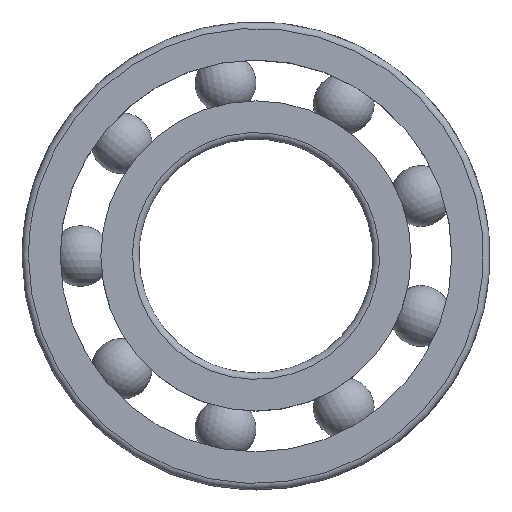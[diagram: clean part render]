
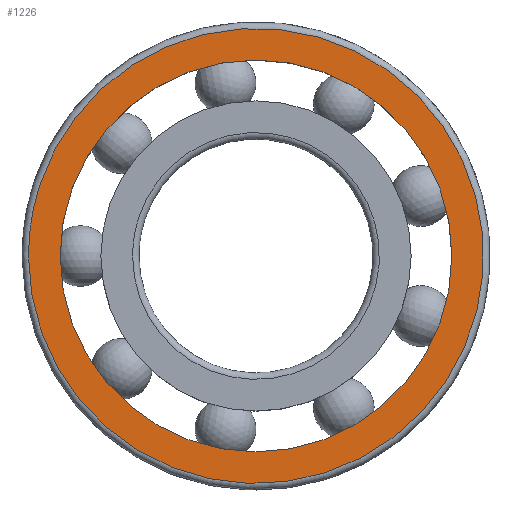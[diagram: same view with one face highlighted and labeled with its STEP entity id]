
A CAD part, top view. The second image highlights one B-rep face of the part: STEP entity #1226.
In plain terms, the highlighted face is planar.
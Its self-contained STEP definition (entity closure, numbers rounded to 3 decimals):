
#1159=CARTESIAN_POINT('',(0.,38.9,0.));
#1160=VERTEX_POINT('',#1159);
#1161=CARTESIAN_POINT('',(0.,36.996,12.021));
#1162=VERTEX_POINT('',#1161);
#1163=CARTESIAN_POINT('',(0.,0.,0.));
#1164=DIRECTION('',(0.,1.,0.));
#1165=DIRECTION('',(1.,0.,0.));
#1166=AXIS2_PLACEMENT_3D('',#1163,#1165,#1164);
#1167=CIRCLE('',#1166,38.9);
#1168=EDGE_CURVE('',#1160,#1162,#1167,.T.);
#1196=CARTESIAN_POINT('',(0.,0.,0.));
#1197=DIRECTION('',(0.,0.951,0.309));
#1198=DIRECTION('',(1.,0.,0.));
#1199=AXIS2_PLACEMENT_3D('',#1196,#1198,#1197);
#1200=CIRCLE('',#1199,38.9);
#1201=EDGE_CURVE('',#1162,#1160,#1200,.T.);
#1206=CARTESIAN_POINT('',(0.,0.,0.));
#1207=DIRECTION('',(0.,0.,1.));
#1208=DIRECTION('',(-1.,0.,0.));
#1209=AXIS2_PLACEMENT_3D('',#1206,#1208,#1207);
#1210=PLANE('',#1209);
#1211=ORIENTED_EDGE('',*,*,#1201,.F.);
#1212=ORIENTED_EDGE('',*,*,#1168,.F.);
#1213=EDGE_LOOP('',(#1211,#1212));
#1214=FACE_OUTER_BOUND('',#1213,.T.);
#1215=CARTESIAN_POINT('',(0.,33.48,0.));
#1216=VERTEX_POINT('',#1215);
#1217=CARTESIAN_POINT('',(0.,0.,0.));
#1218=DIRECTION('',(-0.,1.,-0.));
#1219=DIRECTION('',(1.,0.,-0.));
#1220=AXIS2_PLACEMENT_3D('',#1217,#1219,#1218);
#1221=CIRCLE('',#1220,33.48);
#1222=EDGE_CURVE('',#1216,#1216,#1221,.T.);
#1223=ORIENTED_EDGE('E108',*,*,#1222,.T.);
#1224=EDGE_LOOP('',(#1223));
#1225=FACE_BOUND('',#1224,.T.);
#1226=ADVANCED_FACE('F38',(#1214,#1225),#1210,.T.);
